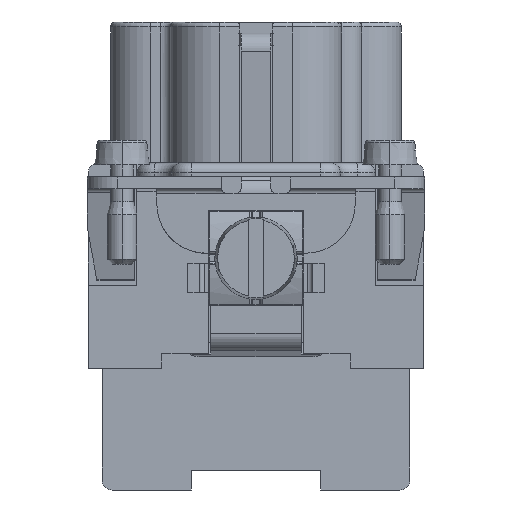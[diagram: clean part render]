
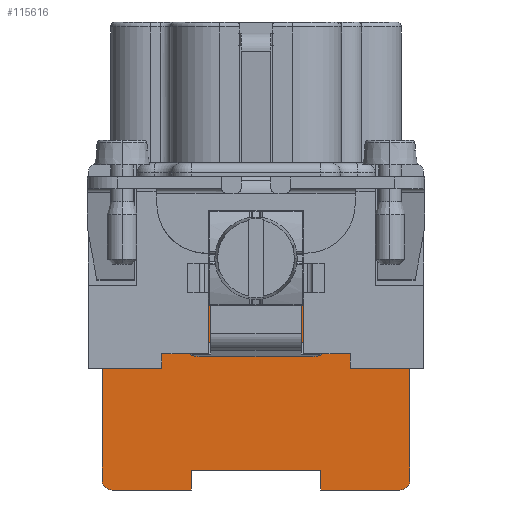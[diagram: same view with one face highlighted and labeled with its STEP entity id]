
A CAD part, front view. The second image highlights one B-rep face of the part: STEP entity #115616.
In plain terms, the highlighted planar face has unit normal (0, -1, 0).
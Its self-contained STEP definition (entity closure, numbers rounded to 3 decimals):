
#115489=AXIS2_PLACEMENT_3D('Plane Axis2P3D',#115486,#115487,#115488) ;
#115528=AXIS2_PLACEMENT_3D('Circle Axis2P3D',#115526,#115527,$) ;
#115570=AXIS2_PLACEMENT_3D('Circle Axis2P3D',#115568,#115569,$) ;
#59487=CARTESIAN_POINT('Vertex',(20.397,14.85,18.75)) ;
#59490=CARTESIAN_POINT('Line Origine',(21.099,14.85,18.75)) ;
#59494=CARTESIAN_POINT('Vertex',(21.8,14.85,18.75)) ;
#61453=CARTESIAN_POINT('Line Origine',(21.8,14.85,17.4)) ;
#61457=CARTESIAN_POINT('Vertex',(21.8,14.85,16.05)) ;
#65149=CARTESIAN_POINT('Vertex',(13.6,14.85,18.75)) ;
#65156=CARTESIAN_POINT('Vertex',(12.2,14.85,18.75)) ;
#65159=CARTESIAN_POINT('Line Origine',(12.9,14.85,18.75)) ;
#68023=CARTESIAN_POINT('Vertex',(12.2,14.85,16.05)) ;
#68026=CARTESIAN_POINT('Line Origine',(12.2,14.85,17.4)) ;
#115256=CARTESIAN_POINT('Line Origine',(16.999,14.85,18.75)) ;
#115486=CARTESIAN_POINT('Axis2P3D Location',(12.2,14.85,12.25)) ;
#115491=CARTESIAN_POINT('Line Origine',(24.15,14.85,16.05)) ;
#115495=CARTESIAN_POINT('Vertex',(26.5,14.85,16.05)) ;
#115498=CARTESIAN_POINT('Line Origine',(9.85,14.85,16.05)) ;
#115502=CARTESIAN_POINT('Vertex',(7.5,14.85,16.05)) ;
#115505=CARTESIAN_POINT('Line Origine',(7.5,14.85,14.15)) ;
#115509=CARTESIAN_POINT('Vertex',(7.5,14.85,12.25)) ;
#115512=CARTESIAN_POINT('Line Origine',(4.5,14.85,12.25)) ;
#115516=CARTESIAN_POINT('Vertex',(1.5,14.85,12.25)) ;
#115519=CARTESIAN_POINT('Line Origine',(1.5,14.85,6.625)) ;
#115523=CARTESIAN_POINT('Vertex',(1.5,14.85,1.)) ;
#115526=CARTESIAN_POINT('Axis2P3D Location',(2.5,14.85,1.)) ;
#115530=CARTESIAN_POINT('Vertex',(2.5,14.85,0.)) ;
#115533=CARTESIAN_POINT('Line Origine',(6.5,14.85,0.)) ;
#115537=CARTESIAN_POINT('Vertex',(10.5,14.85,0.)) ;
#115540=CARTESIAN_POINT('Line Origine',(10.5,14.85,1.)) ;
#115544=CARTESIAN_POINT('Vertex',(10.5,14.85,2.)) ;
#115547=CARTESIAN_POINT('Line Origine',(17.,14.85,2.)) ;
#115551=CARTESIAN_POINT('Vertex',(23.5,14.85,2.)) ;
#115554=CARTESIAN_POINT('Line Origine',(23.5,14.85,1.)) ;
#115558=CARTESIAN_POINT('Vertex',(23.5,14.85,0.)) ;
#115561=CARTESIAN_POINT('Line Origine',(27.5,14.85,0.)) ;
#115565=CARTESIAN_POINT('Vertex',(31.5,14.85,0.)) ;
#115568=CARTESIAN_POINT('Axis2P3D Location',(31.5,14.85,1.)) ;
#115572=CARTESIAN_POINT('Vertex',(32.5,14.85,1.)) ;
#115575=CARTESIAN_POINT('Line Origine',(32.5,14.85,6.625)) ;
#115579=CARTESIAN_POINT('Vertex',(32.5,14.85,12.25)) ;
#115582=CARTESIAN_POINT('Line Origine',(29.5,14.85,12.25)) ;
#115586=CARTESIAN_POINT('Vertex',(26.5,14.85,12.25)) ;
#115589=CARTESIAN_POINT('Line Origine',(26.5,14.85,14.15)) ;
#59491=DIRECTION('Vector Direction',(-1.,0.,0.)) ;
#61454=DIRECTION('Vector Direction',(0.,0.,1.)) ;
#65160=DIRECTION('Vector Direction',(-1.,0.,0.)) ;
#68027=DIRECTION('Vector Direction',(0.,0.,1.)) ;
#115257=DIRECTION('Vector Direction',(-1.,0.,0.)) ;
#115487=DIRECTION('Axis2P3D Direction',(0.,1.,0.)) ;
#115488=DIRECTION('Axis2P3D XDirection',(0.,0.,-1.)) ;
#115492=DIRECTION('Vector Direction',(1.,0.,0.)) ;
#115499=DIRECTION('Vector Direction',(1.,0.,0.)) ;
#115506=DIRECTION('Vector Direction',(0.,0.,-1.)) ;
#115513=DIRECTION('Vector Direction',(-1.,0.,0.)) ;
#115520=DIRECTION('Vector Direction',(0.,0.,1.)) ;
#115527=DIRECTION('Axis2P3D Direction',(0.,1.,0.)) ;
#115534=DIRECTION('Vector Direction',(-1.,0.,0.)) ;
#115541=DIRECTION('Vector Direction',(0.,0.,-1.)) ;
#115548=DIRECTION('Vector Direction',(-1.,0.,0.)) ;
#115555=DIRECTION('Vector Direction',(0.,0.,-1.)) ;
#115562=DIRECTION('Vector Direction',(-1.,0.,0.)) ;
#115569=DIRECTION('Axis2P3D Direction',(0.,1.,0.)) ;
#115576=DIRECTION('Vector Direction',(0.,0.,1.)) ;
#115583=DIRECTION('Vector Direction',(-1.,0.,0.)) ;
#115590=DIRECTION('Vector Direction',(0.,0.,-1.)) ;
#59492=VECTOR('Line Direction',#59491,1.) ;
#61455=VECTOR('Line Direction',#61454,1.) ;
#65161=VECTOR('Line Direction',#65160,1.) ;
#68028=VECTOR('Line Direction',#68027,1.) ;
#115258=VECTOR('Line Direction',#115257,1.) ;
#115493=VECTOR('Line Direction',#115492,1.) ;
#115500=VECTOR('Line Direction',#115499,1.) ;
#115507=VECTOR('Line Direction',#115506,1.) ;
#115514=VECTOR('Line Direction',#115513,1.) ;
#115521=VECTOR('Line Direction',#115520,1.) ;
#115535=VECTOR('Line Direction',#115534,1.) ;
#115542=VECTOR('Line Direction',#115541,1.) ;
#115549=VECTOR('Line Direction',#115548,1.) ;
#115556=VECTOR('Line Direction',#115555,1.) ;
#115563=VECTOR('Line Direction',#115562,1.) ;
#115577=VECTOR('Line Direction',#115576,1.) ;
#115584=VECTOR('Line Direction',#115583,1.) ;
#115591=VECTOR('Line Direction',#115590,1.) ;
#115595=ORIENTED_EDGE('',*,*,#115497,.F.) ;
#115596=ORIENTED_EDGE('',*,*,#61459,.T.) ;
#115597=ORIENTED_EDGE('',*,*,#59496,.T.) ;
#115598=ORIENTED_EDGE('',*,*,#115260,.T.) ;
#115599=ORIENTED_EDGE('',*,*,#65163,.T.) ;
#115600=ORIENTED_EDGE('',*,*,#68030,.F.) ;
#115601=ORIENTED_EDGE('',*,*,#115504,.F.) ;
#115602=ORIENTED_EDGE('',*,*,#115511,.T.) ;
#115603=ORIENTED_EDGE('',*,*,#115518,.T.) ;
#115604=ORIENTED_EDGE('',*,*,#115525,.F.) ;
#115605=ORIENTED_EDGE('',*,*,#115532,.T.) ;
#115606=ORIENTED_EDGE('',*,*,#115539,.F.) ;
#115607=ORIENTED_EDGE('',*,*,#115546,.F.) ;
#115608=ORIENTED_EDGE('',*,*,#115553,.F.) ;
#115609=ORIENTED_EDGE('',*,*,#115560,.T.) ;
#115610=ORIENTED_EDGE('',*,*,#115567,.F.) ;
#115611=ORIENTED_EDGE('',*,*,#115574,.T.) ;
#115612=ORIENTED_EDGE('',*,*,#115581,.T.) ;
#115613=ORIENTED_EDGE('',*,*,#115588,.T.) ;
#115614=ORIENTED_EDGE('',*,*,#115593,.F.) ;
#115616=ADVANCED_FACE('Hauptk\X2\00F6\X0\rper',(#115615),#115490,.F.) ;
#115529=CIRCLE('generated circle',#115528,1.) ;
#115571=CIRCLE('generated circle',#115570,1.) ;
#59496=EDGE_CURVE('',#59495,#59488,#59493,.T.) ;
#61459=EDGE_CURVE('',#61458,#59495,#61456,.T.) ;
#65163=EDGE_CURVE('',#65150,#65157,#65162,.T.) ;
#68030=EDGE_CURVE('',#68024,#65157,#68029,.T.) ;
#115260=EDGE_CURVE('',#59488,#65150,#115259,.T.) ;
#115497=EDGE_CURVE('',#61458,#115496,#115494,.T.) ;
#115504=EDGE_CURVE('',#115503,#68024,#115501,.T.) ;
#115511=EDGE_CURVE('',#115503,#115510,#115508,.T.) ;
#115518=EDGE_CURVE('',#115510,#115517,#115515,.T.) ;
#115525=EDGE_CURVE('',#115524,#115517,#115522,.T.) ;
#115532=EDGE_CURVE('',#115524,#115531,#115529,.F.) ;
#115539=EDGE_CURVE('',#115538,#115531,#115536,.T.) ;
#115546=EDGE_CURVE('',#115545,#115538,#115543,.T.) ;
#115553=EDGE_CURVE('',#115552,#115545,#115550,.T.) ;
#115560=EDGE_CURVE('',#115552,#115559,#115557,.T.) ;
#115567=EDGE_CURVE('',#115566,#115559,#115564,.T.) ;
#115574=EDGE_CURVE('',#115566,#115573,#115571,.F.) ;
#115581=EDGE_CURVE('',#115573,#115580,#115578,.T.) ;
#115588=EDGE_CURVE('',#115580,#115587,#115585,.T.) ;
#115593=EDGE_CURVE('',#115496,#115587,#115592,.T.) ;
#115594=EDGE_LOOP('',(#115595,#115596,#115597,#115598,#115599,#115600,#115601,#115602,#115603,#115604,#115605,#115606,#115607,#115608,#115609,#115610,#115611,#115612,#115613,#115614)) ;
#115615=FACE_OUTER_BOUND('',#115594,.T.) ;
#59493=LINE('Line',#59490,#59492) ;
#61456=LINE('Line',#61453,#61455) ;
#65162=LINE('Line',#65159,#65161) ;
#68029=LINE('Line',#68026,#68028) ;
#115259=LINE('Line',#115256,#115258) ;
#115494=LINE('Line',#115491,#115493) ;
#115501=LINE('Line',#115498,#115500) ;
#115508=LINE('Line',#115505,#115507) ;
#115515=LINE('Line',#115512,#115514) ;
#115522=LINE('Line',#115519,#115521) ;
#115536=LINE('Line',#115533,#115535) ;
#115543=LINE('Line',#115540,#115542) ;
#115550=LINE('Line',#115547,#115549) ;
#115557=LINE('Line',#115554,#115556) ;
#115564=LINE('Line',#115561,#115563) ;
#115578=LINE('Line',#115575,#115577) ;
#115585=LINE('Line',#115582,#115584) ;
#115592=LINE('Line',#115589,#115591) ;
#115490=PLANE('',#115489) ;
#59488=VERTEX_POINT('',#59487) ;
#59495=VERTEX_POINT('',#59494) ;
#61458=VERTEX_POINT('',#61457) ;
#65150=VERTEX_POINT('',#65149) ;
#65157=VERTEX_POINT('',#65156) ;
#68024=VERTEX_POINT('',#68023) ;
#115496=VERTEX_POINT('',#115495) ;
#115503=VERTEX_POINT('',#115502) ;
#115510=VERTEX_POINT('',#115509) ;
#115517=VERTEX_POINT('',#115516) ;
#115524=VERTEX_POINT('',#115523) ;
#115531=VERTEX_POINT('',#115530) ;
#115538=VERTEX_POINT('',#115537) ;
#115545=VERTEX_POINT('',#115544) ;
#115552=VERTEX_POINT('',#115551) ;
#115559=VERTEX_POINT('',#115558) ;
#115566=VERTEX_POINT('',#115565) ;
#115573=VERTEX_POINT('',#115572) ;
#115580=VERTEX_POINT('',#115579) ;
#115587=VERTEX_POINT('',#115586) ;
